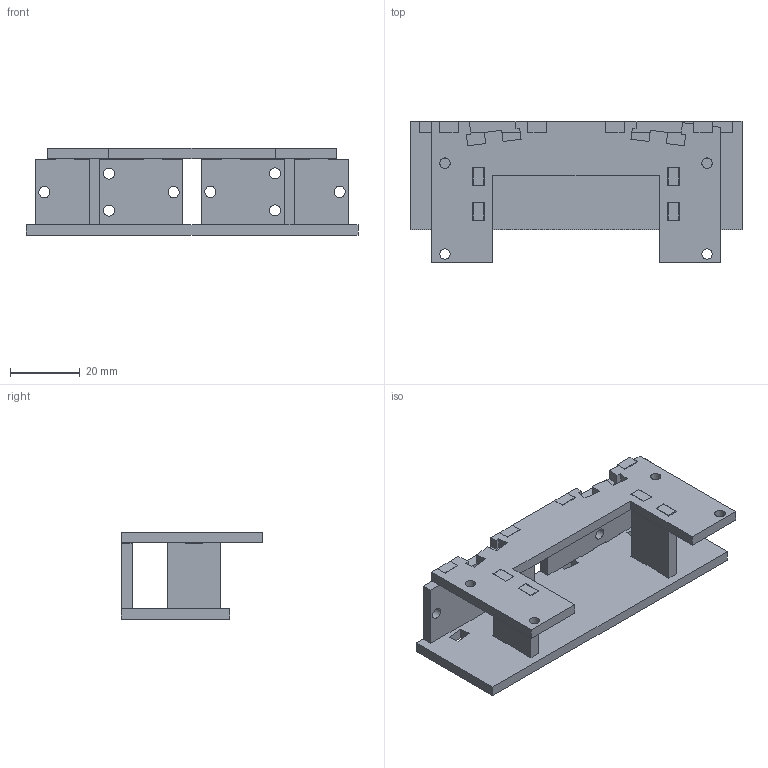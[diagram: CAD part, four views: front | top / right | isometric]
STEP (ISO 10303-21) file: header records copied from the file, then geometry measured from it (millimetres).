
FILE_DESCRIPTION(/* description */ (''),/* implementation_level */ '2;1');
FILE_NAME(/* name */ 'Dory_Support v15.step',/* time_stamp */ '2022-08-18T23:04:49-03:00',/* author */ (''),/* organization */ (''),/* preprocessor_version */ 'ST-DEVELOPER v19',/* originating_system */ 'Autodesk Translation Framework v11.7.0.108',/* authorisation */ '');
FILE_SCHEMA (('AUTOMOTIVE_DESIGN { 1 0 10303 214 3 1 1 }'));
Length unit declared in the file: millimetre
Products named in the file (5): Dory_Support; Top_Support; Base_Support; Vertical_Support; Frontal_Support
Assembly tree (6 placements, depth 2):
  Dory_Support
    Top_Support
    Base_Support
    Vertical_Support  x2
    Frontal_Support  x2
Bounding box: 95 x 40.5 x 25.1 mm (x, y, z)
Volume: 20759.7 mm3; surface area: 18163.6 mm2
Topology: 6 solids, 6 shells, 204 faces, 576 edges, 384 vertices
Faces by surface type: plane 192, cylinder 12
Full cylindrical faces by diameter (mm): 3 x4, 3.2 x8
Entity records: 5516 total; most frequent: CARTESIAN_POINT 956, ORIENTED_EDGE 936, DIRECTION 836, EDGE_CURVE 468, LINE 452, VECTOR 452, VERTEX_POINT 312, EDGE_LOOP 204
